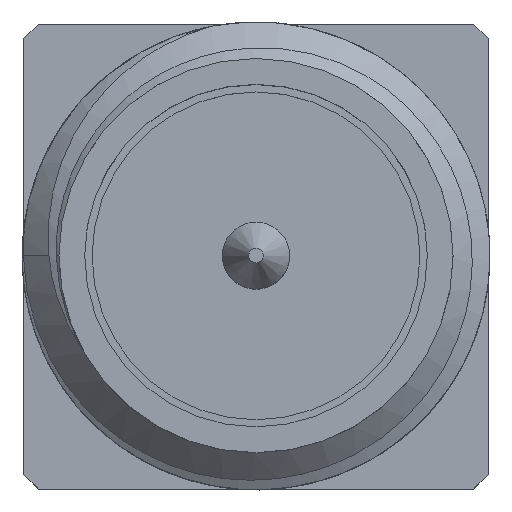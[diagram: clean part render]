
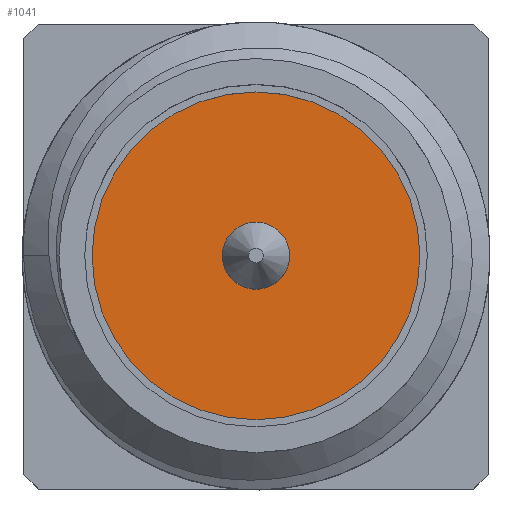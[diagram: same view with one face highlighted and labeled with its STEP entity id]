
A CAD part, top view. The second image highlights one B-rep face of the part: STEP entity #1041.
In plain terms, the highlighted planar face has unit normal (0, 0, 1).
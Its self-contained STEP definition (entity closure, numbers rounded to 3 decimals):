
#21=FACE_BOUND('',#158,.T.);
#31=PLANE('',#1135);
#95=FACE_OUTER_BOUND('',#157,.T.);
#157=EDGE_LOOP('',(#813));
#158=EDGE_LOOP('',(#814));
#208=CIRCLE('',#1113,0.455);
#210=CIRCLE('',#1116,2.225);
#482=VERTEX_POINT('',#1864);
#484=VERTEX_POINT('',#1870);
#588=EDGE_CURVE('',#482,#482,#208,.T.);
#592=EDGE_CURVE('',#484,#484,#210,.T.);
#813=ORIENTED_EDGE('',*,*,#592,.F.);
#814=ORIENTED_EDGE('',*,*,#588,.T.);
#1041=ADVANCED_FACE('',(#95,#21),#31,.F.);
#1113=AXIS2_PLACEMENT_3D('',#1865,#1225,#1226);
#1116=AXIS2_PLACEMENT_3D('',#1872,#1233,#1234);
#1135=AXIS2_PLACEMENT_3D('',#2016,#1302,#1303);
#1225=DIRECTION('center_axis',(0.,0.,
-1.));
#1226=DIRECTION('ref_axis',(1.,0.,0.));
#1233=DIRECTION('center_axis',(0.,0.,
-1.));
#1234=DIRECTION('ref_axis',(1.,0.,0.));
#1302=DIRECTION('center_axis',(0.,0.,
-1.));
#1303=DIRECTION('ref_axis',(1.,0.,0.));
#1864=CARTESIAN_POINT('',(-0.455,0.,7.69));
#1865=CARTESIAN_POINT('Origin',(0.,0.,
7.69));
#1870=CARTESIAN_POINT('',(-2.225,0.,7.69));
#1872=CARTESIAN_POINT('Origin',(0.,0.,
7.69));
#2016=CARTESIAN_POINT('Origin',(-2.225,0.,7.69));
